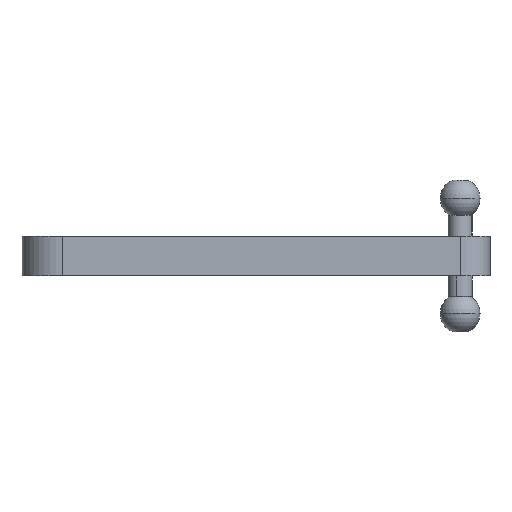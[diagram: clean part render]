
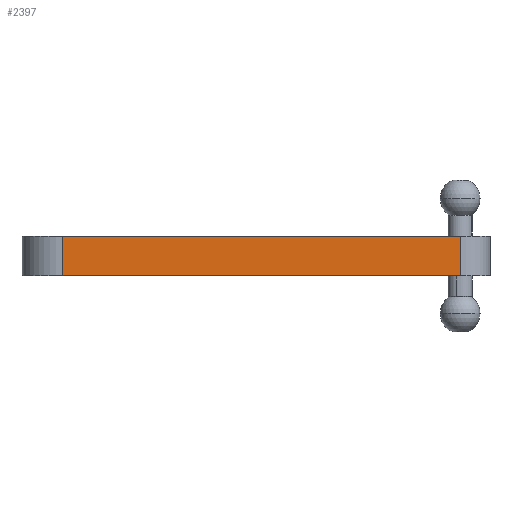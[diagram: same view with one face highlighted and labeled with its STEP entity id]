
A CAD part, front view. The second image highlights one B-rep face of the part: STEP entity #2397.
In plain terms, the highlighted planar face has unit normal (0.025, -1, 0).
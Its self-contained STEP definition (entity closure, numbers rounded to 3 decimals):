
#143 = CARTESIAN_POINT ( 'NONE',  ( 0.5, -19.994, 10. ) ) ;
#158 = FACE_OUTER_BOUND ( 'NONE', #3007, .T. ) ;
#178 = VERTEX_POINT ( 'NONE', #1458 ) ;
#310 = CARTESIAN_POINT ( 'NONE',  ( 200.375, -14.995, -10. ) ) ;
#317 = VERTEX_POINT ( 'NONE', #1249 ) ;
#328 = DIRECTION ( 'NONE',  ( 0., 0., -1. ) ) ;
#415 = DIRECTION ( 'NONE',  ( 0., 0., -1. ) ) ;
#452 = VERTEX_POINT ( 'NONE', #310 ) ;
#477 = CARTESIAN_POINT ( 'NONE',  ( 0.5, -19.994, 10. ) ) ;
#562 = CARTESIAN_POINT ( 'NONE',  ( 200.375, -14.995, 10. ) ) ;
#602 = ORIENTED_EDGE ( 'NONE', *, *, #1603, .F. ) ;
#719 = VECTOR ( 'NONE', #1155, 1000. ) ;
#908 = EDGE_CURVE ( 'NONE', #1776, #178, #1172, .T. ) ;
#929 = DIRECTION ( 'NONE',  ( 1., 0.025, 0. ) ) ;
#1106 = PLANE ( 'NONE',  #2847 ) ;
#1117 = CARTESIAN_POINT ( 'NONE',  ( 0.5, -19.994, 10. ) ) ;
#1119 = DIRECTION ( 'NONE',  ( -1., -0.025, 0. ) ) ;
#1155 = DIRECTION ( 'NONE',  ( 1., 0.025, 0. ) ) ;
#1168 = EDGE_CURVE ( 'NONE', #317, #452, #2002, .T. ) ;
#1172 = LINE ( 'NONE', #477, #1872 ) ;
#1249 = CARTESIAN_POINT ( 'NONE',  ( 200.375, -14.995, 10. ) ) ;
#1409 = LINE ( 'NONE', #1888, #719 ) ;
#1414 = ORIENTED_EDGE ( 'NONE', *, *, #908, .T. ) ;
#1458 = CARTESIAN_POINT ( 'NONE',  ( 0.5, -19.994, -10. ) ) ;
#1603 = EDGE_CURVE ( 'NONE', #1776, #317, #2541, .T. ) ;
#1732 = VECTOR ( 'NONE', #328, 1000. ) ;
#1776 = VERTEX_POINT ( 'NONE', #2877 ) ;
#1807 = DIRECTION ( 'NONE',  ( -0.025, 1., 0. ) ) ;
#1849 = VECTOR ( 'NONE', #929, 1000. ) ;
#1872 = VECTOR ( 'NONE', #415, 1000. ) ;
#1888 = CARTESIAN_POINT ( 'NONE',  ( 0.5, -19.994, -10. ) ) ;
#1905 = ORIENTED_EDGE ( 'NONE', *, *, #2073, .T. ) ;
#2002 = LINE ( 'NONE', #562, #1732 ) ;
#2073 = EDGE_CURVE ( 'NONE', #178, #452, #1409, .T. ) ;
#2353 = ORIENTED_EDGE ( 'NONE', *, *, #1168, .F. ) ;
#2397 = ADVANCED_FACE ( 'NONE', ( #158 ), #1106, .F. ) ;
#2541 = LINE ( 'NONE', #1117, #1849 ) ;
#2847 = AXIS2_PLACEMENT_3D ( 'NONE', #143, #1807, #1119 ) ;
#2877 = CARTESIAN_POINT ( 'NONE',  ( 0.5, -19.994, 10. ) ) ;
#3007 = EDGE_LOOP ( 'NONE', ( #1905, #2353, #602, #1414 ) ) ;
